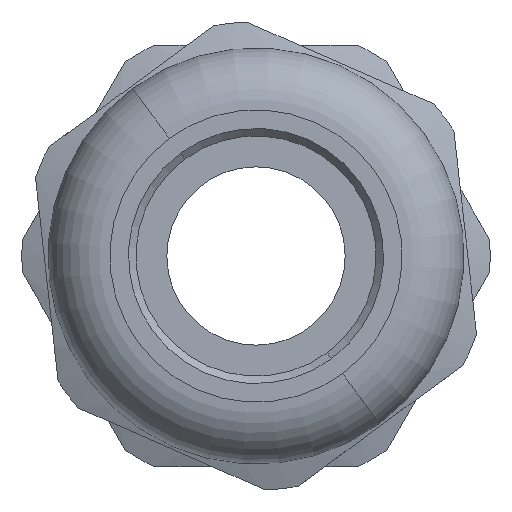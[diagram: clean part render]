
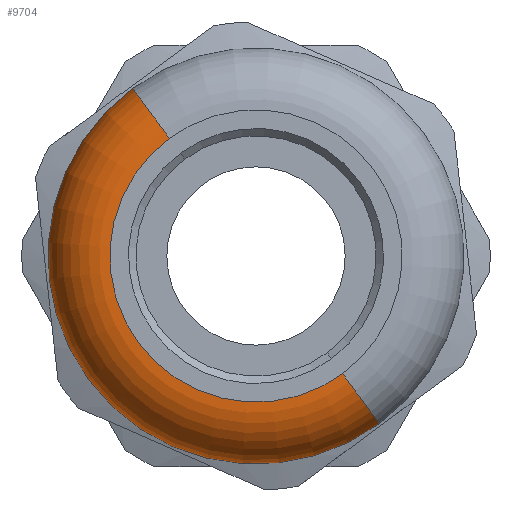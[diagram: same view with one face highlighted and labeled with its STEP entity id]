
A CAD part, left-side view. The second image highlights one B-rep face of the part: STEP entity #9704.
In plain terms, the highlighted toroidal (fillet/blend) face has major radius 5.9 mm and minor radius 2.5 mm.
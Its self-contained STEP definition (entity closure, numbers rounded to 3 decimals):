
#897 = CIRCLE ( 'NONE', #4953, 2.5 ) ;
#913 = DIRECTION ( 'NONE',  ( 1., 0., 0. ) ) ;
#1172 = AXIS2_PLACEMENT_3D ( 'NONE', #5981, #5118, #5325 ) ;
#2014 = AXIS2_PLACEMENT_3D ( 'NONE', #8437, #8547, #6259 ) ;
#2131 = ORIENTED_EDGE ( 'NONE', *, *, #7996, .F. ) ;
#2348 = TOROIDAL_SURFACE ( 'NONE', #2014, 5.9, 2.5 ) ;
#2448 = DIRECTION ( 'NONE',  ( 0., 0., -1. ) ) ;
#2495 = VERTEX_POINT ( 'NONE', #9846 ) ;
#2533 = AXIS2_PLACEMENT_3D ( 'NONE', #7234, #3309, #2448 ) ;
#3309 = DIRECTION ( 'NONE',  ( 0., -1., 0. ) ) ;
#3541 = VERTEX_POINT ( 'NONE', #4878 ) ;
#3633 = VERTEX_POINT ( 'NONE', #9094 ) ;
#3789 = EDGE_CURVE ( 'NONE', #2495, #5786, #3976, .T. ) ;
#3799 = AXIS2_PLACEMENT_3D ( 'NONE', #7879, #913, #6192 ) ;
#3976 = CIRCLE ( 'NONE', #3799, 5.9 ) ;
#4878 = CARTESIAN_POINT ( 'NONE',  ( -11., 0., -8.4 ) ) ;
#4953 = AXIS2_PLACEMENT_3D ( 'NONE', #6287, #5522, #10068 ) ;
#5118 = DIRECTION ( 'NONE',  ( 1., 0., 0. ) ) ;
#5295 = CIRCLE ( 'NONE', #2533, 2.5 ) ;
#5325 = DIRECTION ( 'NONE',  ( 0., 0., -1. ) ) ;
#5459 = EDGE_CURVE ( 'NONE', #3541, #3633, #9967, .T. ) ;
#5522 = DIRECTION ( 'NONE',  ( 0., 1., 0. ) ) ;
#5786 = VERTEX_POINT ( 'NONE', #8883 ) ;
#5981 = CARTESIAN_POINT ( 'NONE',  ( -11., 0., 0. ) ) ;
#6052 = FACE_OUTER_BOUND ( 'NONE', #7597, .T. ) ;
#6192 = DIRECTION ( 'NONE',  ( 0., 0., -1. ) ) ;
#6259 = DIRECTION ( 'NONE',  ( 0., 0., -1. ) ) ;
#6287 = CARTESIAN_POINT ( 'NONE',  ( -11., 0., 5.9 ) ) ;
#6636 = ORIENTED_EDGE ( 'NONE', *, *, #5459, .F. ) ;
#7234 = CARTESIAN_POINT ( 'NONE',  ( -11., 0., -5.9 ) ) ;
#7597 = EDGE_LOOP ( 'NONE', ( #8527, #9708, #6636, #2131 ) ) ;
#7879 = CARTESIAN_POINT ( 'NONE',  ( -13.5, 0., 0. ) ) ;
#7996 = EDGE_CURVE ( 'NONE', #2495, #3541, #5295, .T. ) ;
#8437 = CARTESIAN_POINT ( 'NONE',  ( -11., 0., 0. ) ) ;
#8527 = ORIENTED_EDGE ( 'NONE', *, *, #3789, .T. ) ;
#8547 = DIRECTION ( 'NONE',  ( 1., 0., 0. ) ) ;
#8782 = EDGE_CURVE ( 'NONE', #5786, #3633, #897, .T. ) ;
#8883 = CARTESIAN_POINT ( 'NONE',  ( -13.5, 0., 5.9 ) ) ;
#9094 = CARTESIAN_POINT ( 'NONE',  ( -11., 0., 8.4 ) ) ;
#9704 = ADVANCED_FACE ( 'NONE', ( #6052 ), #2348, .T. ) ;
#9708 = ORIENTED_EDGE ( 'NONE', *, *, #8782, .T. ) ;
#9846 = CARTESIAN_POINT ( 'NONE',  ( -13.5, 0., -5.9 ) ) ;
#9967 = CIRCLE ( 'NONE', #1172, 8.4 ) ;
#10068 = DIRECTION ( 'NONE',  ( 0., 0., 1. ) ) ;
